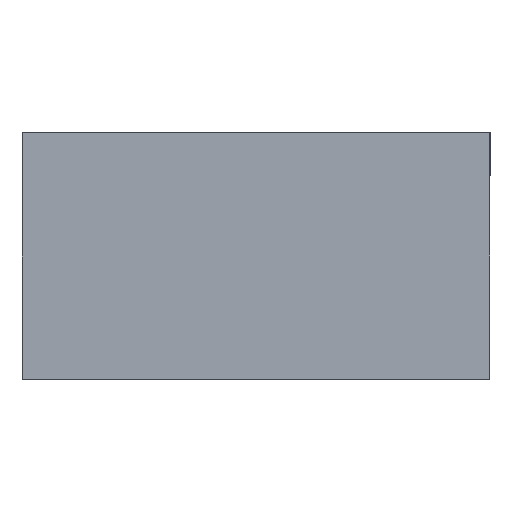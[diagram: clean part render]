
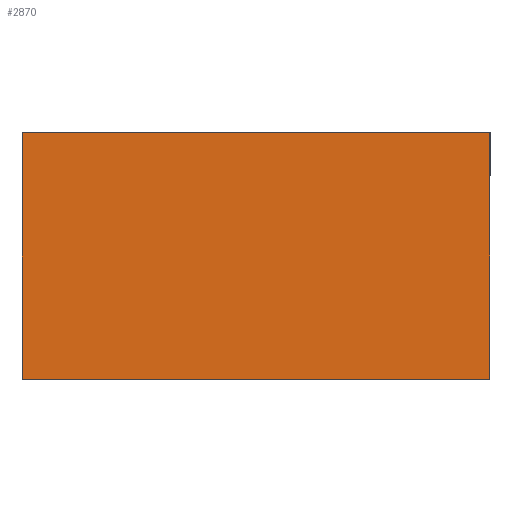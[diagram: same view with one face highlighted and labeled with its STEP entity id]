
A CAD part, front view. The second image highlights one B-rep face of the part: STEP entity #2870.
In plain terms, the highlighted planar face has unit normal (0, -1, 0).
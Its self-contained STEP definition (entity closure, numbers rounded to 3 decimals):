
#98 = EDGE_LOOP ( 'NONE', ( #1022, #1077, #4883, #541 ) ) ;
#271 = VECTOR ( 'NONE', #2015, 1000. ) ;
#541 = ORIENTED_EDGE ( 'NONE', *, *, #4051, .F. ) ;
#563 = CARTESIAN_POINT ( 'NONE',  ( 6.758, -2., -33.635 ) ) ;
#640 = CARTESIAN_POINT ( 'NONE',  ( 63.758, -2., -33.635 ) ) ;
#1022 = ORIENTED_EDGE ( 'NONE', *, *, #4722, .F. ) ;
#1077 = ORIENTED_EDGE ( 'NONE', *, *, #4770, .F. ) ;
#1136 = VERTEX_POINT ( 'NONE', #2996 ) ;
#1305 = VECTOR ( 'NONE', #4829, 1000. ) ;
#1596 = PLANE ( 'NONE',  #5587 ) ;
#1859 = VECTOR ( 'NONE', #5548, 1000. ) ;
#2014 = DIRECTION ( 'NONE',  ( 0., 0., -1. ) ) ;
#2015 = DIRECTION ( 'NONE',  ( -1., 0., 0. ) ) ;
#2115 = CARTESIAN_POINT ( 'NONE',  ( 6.758, -2., -3.635 ) ) ;
#2371 = FACE_OUTER_BOUND ( 'NONE', #98, .T. ) ;
#2696 = CARTESIAN_POINT ( 'NONE',  ( 6.758, -2., -33.635 ) ) ;
#2870 = ADVANCED_FACE ( 'NONE', ( #2371 ), #1596, .T. ) ;
#2917 = CARTESIAN_POINT ( 'NONE',  ( 63.758, -2., -3.635 ) ) ;
#2930 = CARTESIAN_POINT ( 'NONE',  ( 0., -2., 0. ) ) ;
#2985 = VERTEX_POINT ( 'NONE', #2115 ) ;
#2996 = CARTESIAN_POINT ( 'NONE',  ( 63.758, -2., -33.635 ) ) ;
#3435 = DIRECTION ( 'NONE',  ( 1., 0., 0. ) ) ;
#3751 = LINE ( 'NONE', #640, #271 ) ;
#3763 = CARTESIAN_POINT ( 'NONE',  ( 63.758, -2., -33.635 ) ) ;
#4051 = EDGE_CURVE ( 'NONE', #1136, #5093, #3751, .T. ) ;
#4206 = LINE ( 'NONE', #3763, #1859 ) ;
#4722 = EDGE_CURVE ( 'NONE', #5260, #1136, #4206, .T. ) ;
#4770 = EDGE_CURVE ( 'NONE', #2985, #5260, #5603, .T. ) ;
#4829 = DIRECTION ( 'NONE',  ( 0., 0., 1. ) ) ;
#4864 = LINE ( 'NONE', #2696, #1305 ) ;
#4883 = ORIENTED_EDGE ( 'NONE', *, *, #5252, .F. ) ;
#5093 = VERTEX_POINT ( 'NONE', #563 ) ;
#5230 = VECTOR ( 'NONE', #3435, 1000. ) ;
#5252 = EDGE_CURVE ( 'NONE', #5093, #2985, #4864, .T. ) ;
#5260 = VERTEX_POINT ( 'NONE', #5298 ) ;
#5298 = CARTESIAN_POINT ( 'NONE',  ( 63.758, -2., -3.635 ) ) ;
#5536 = DIRECTION ( 'NONE',  ( 0., -1., 0. ) ) ;
#5548 = DIRECTION ( 'NONE',  ( 0., 0., -1. ) ) ;
#5587 = AXIS2_PLACEMENT_3D ( 'NONE', #2930, #5536, #2014 ) ;
#5603 = LINE ( 'NONE', #2917, #5230 ) ;
